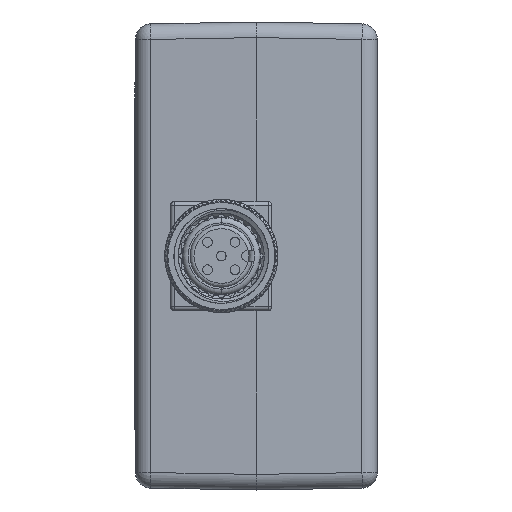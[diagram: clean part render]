
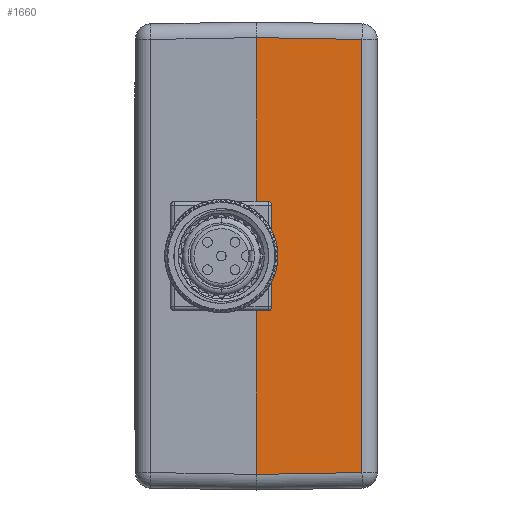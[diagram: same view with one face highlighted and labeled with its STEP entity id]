
A CAD part, left-side view. The second image highlights one B-rep face of the part: STEP entity #1660.
In plain terms, the highlighted planar face has unit normal (-1, -0.018, 0).
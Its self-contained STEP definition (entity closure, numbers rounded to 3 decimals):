
#76=CARTESIAN_POINT('',(-75.,0.,28.));
#78=DIRECTION('',(0.,0.,1.));
#79=VECTOR('',#78,13.);
#80=CARTESIAN_POINT('',(-74.965,-2.,-6.5));
#81=LINE('',#80,#79);
#82=DIRECTION('',(0.017,-1.,0.));
#83=VECTOR('',#82,1.5);
#84=CARTESIAN_POINT('',(-75.,0.,7.));
#85=LINE('',#84,#83);
#86=DIRECTION('',(0.017,-1.,-0.017));
#87=VECTOR('',#86,13.539);
#88=CARTESIAN_POINT('',(-75.,0.,28.));
#89=LINE('',#88,#87);
#90=DIRECTION('',(0.,0.,-1.));
#91=VECTOR('',#90,55.528);
#92=CARTESIAN_POINT('',(-74.764,-13.535,27.764));
#93=LINE('',#92,#91);
#94=DIRECTION('',(0.017,-1.,0.017));
#95=VECTOR('',#94,13.539);
#96=CARTESIAN_POINT('',(-75.,0.,-28.));
#97=LINE('',#96,#95);
#98=DIRECTION('',(0.017,-1.,0.));
#99=VECTOR('',#98,1.5);
#100=CARTESIAN_POINT('',(-75.,0.,-7.));
#101=LINE('',#100,#99);
#160=CARTESIAN_POINT('',(-74.965,-2.,-6.5));
#161=CARTESIAN_POINT('',(-74.965,-2.,-6.667));
#162=CARTESIAN_POINT('',(-74.967,-1.874,
-6.874));
#163=CARTESIAN_POINT('',(-74.971,-1.667,-7.));
#164=CARTESIAN_POINT('',(-74.974,-1.5,-7.));
#190=DIRECTION('',(0.,0.,1.));
#191=VECTOR('',#190,21.);
#192=CARTESIAN_POINT('',(-75.,0.,-28.));
#193=LINE('',#192,#191);
#206=DIRECTION('',(0.,0.,1.));
#207=VECTOR('',#206,21.);
#208=CARTESIAN_POINT('',(-75.,0.,7.));
#209=LINE('',#208,#207);
#286=CARTESIAN_POINT('',(-74.974,-1.5,7.));
#287=CARTESIAN_POINT('',(-74.971,-1.667,7.));
#288=CARTESIAN_POINT('',(-74.967,-1.874,6.874));
#289=CARTESIAN_POINT('',(-74.965,-2.,6.667));
#290=CARTESIAN_POINT('',(-74.965,-2.,6.5));
#304=CARTESIAN_POINT('',(-75.,0.,-28.));
#1358=VERTEX_POINT('',#76);
#1359=VERTEX_POINT('',#304);
#1398=CARTESIAN_POINT('',(-74.764,-13.535,
27.764));
#1399=VERTEX_POINT('',#1398);
#1402=CARTESIAN_POINT('',(-74.764,-13.535,
-27.764));
#1403=VERTEX_POINT('',#1402);
#1444=CARTESIAN_POINT('',(-74.974,-1.5,-7.));
#1445=VERTEX_POINT('',#1444);
#1446=CARTESIAN_POINT('',(-74.965,-2.,-6.5));
#1447=VERTEX_POINT('',#1446);
#1448=CARTESIAN_POINT('',(-74.965,-2.,6.5));
#1449=VERTEX_POINT('',#1448);
#1450=CARTESIAN_POINT('',(-74.974,-1.5,7.));
#1451=VERTEX_POINT('',#1450);
#1452=CARTESIAN_POINT('',(-75.,0.,-7.));
#1453=VERTEX_POINT('',#1452);
#1454=CARTESIAN_POINT('',(-75.,0.,7.));
#1455=VERTEX_POINT('',#1454);
#1634=CARTESIAN_POINT('',(-75.,0.,-30.));
#1635=DIRECTION('',(-1.,-0.017,0.));
#1636=DIRECTION('',(0.,0.,1.));
#1637=AXIS2_PLACEMENT_3D('',#1634,#1635,#1636);
#1638=PLANE('',#1637);
#1640=ORIENTED_EDGE('',*,*,#1639,.T.);
#1642=ORIENTED_EDGE('',*,*,#1641,.F.);
#1644=ORIENTED_EDGE('',*,*,#1643,.F.);
#1646=ORIENTED_EDGE('',*,*,#1645,.T.);
#1647=ORIENTED_EDGE('',*,*,#1626,.T.);
#1649=ORIENTED_EDGE('',*,*,#1648,.T.);
#1651=ORIENTED_EDGE('',*,*,#1650,.F.);
#1653=ORIENTED_EDGE('',*,*,#1652,.T.);
#1655=ORIENTED_EDGE('',*,*,#1654,.T.);
#1657=ORIENTED_EDGE('',*,*,#1656,.F.);
#1658=EDGE_LOOP('',(#1640,#1642,#1644,#1646,#1647,#1649,#1651,#1653,#1655,
#1657));
#1659=FACE_OUTER_BOUND('',#1658,.F.);
#1660=ADVANCED_FACE('',(#1659),#1638,.T.);
#165=B_SPLINE_CURVE_WITH_KNOTS('',3,(#160,#161,#162,#163,#164),.UNSPECIFIED.,
.F.,.F.,(4,1,4),(0.,0.5,1.),.UNSPECIFIED.);
#291=B_SPLINE_CURVE_WITH_KNOTS('',3,(#286,#287,#288,#289,#290),.UNSPECIFIED.,
.F.,.F.,(4,1,4),(0.,0.5,1.),.UNSPECIFIED.);
#1626=EDGE_CURVE('',#1358,#1399,#89,.T.);
#1639=EDGE_CURVE('',#1447,#1449,#81,.T.);
#1641=EDGE_CURVE('',#1451,#1449,#291,.T.);
#1643=EDGE_CURVE('',#1455,#1451,#85,.T.);
#1645=EDGE_CURVE('',#1455,#1358,#209,.T.);
#1648=EDGE_CURVE('',#1399,#1403,#93,.T.);
#1650=EDGE_CURVE('',#1359,#1403,#97,.T.);
#1652=EDGE_CURVE('',#1359,#1453,#193,.T.);
#1654=EDGE_CURVE('',#1453,#1445,#101,.T.);
#1656=EDGE_CURVE('',#1447,#1445,#165,.T.);
